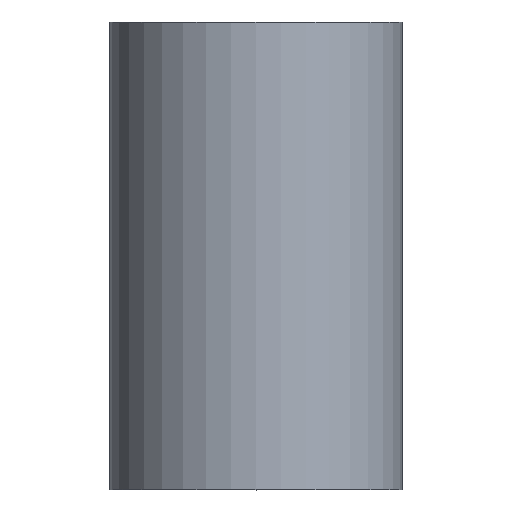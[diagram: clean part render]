
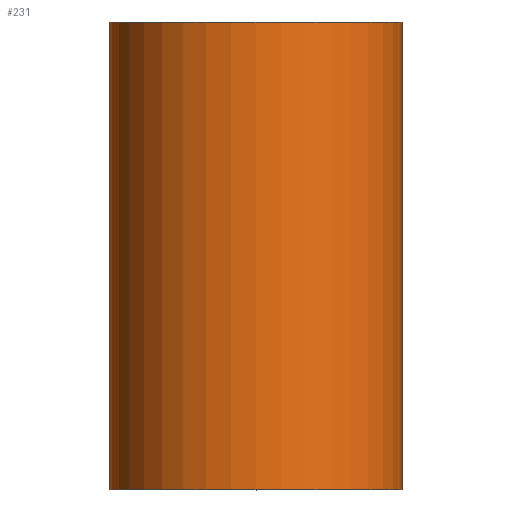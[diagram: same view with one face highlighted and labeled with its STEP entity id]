
A CAD part, top view. The second image highlights one B-rep face of the part: STEP entity #231.
In plain terms, the highlighted cylindrical face has radius 190.5 mm (diameter 381 mm), a partial arc.
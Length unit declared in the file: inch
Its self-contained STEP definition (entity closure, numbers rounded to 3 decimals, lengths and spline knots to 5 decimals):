
#119=CARTESIAN_POINT('',(0.,-12.,0.));
#120=DIRECTION('',(0.,1.,0.));
#121=DIRECTION('',(-1.,0.,0.));
#122=AXIS2_PLACEMENT_3D('',#119,#120,#121);
#134=DIRECTION('',(0.,1.,0.));
#135=VECTOR('',#134,24.);
#136=CARTESIAN_POINT('',(7.5,-12.,0.));
#137=LINE('',#136,#135);
#138=DIRECTION('',(0.,1.,0.));
#139=VECTOR('',#138,24.);
#140=CARTESIAN_POINT('',(-7.5,-12.,0.));
#141=LINE('',#140,#139);
#147=CARTESIAN_POINT('',(0.,12.,0.));
#148=DIRECTION('',(0.,1.,0.));
#149=DIRECTION('',(-1.,0.,0.));
#150=AXIS2_PLACEMENT_3D('',#147,#148,#149);
#170=CARTESIAN_POINT('',(7.5,-12.,0.));
#171=CARTESIAN_POINT('',(-7.5,-12.,0.));
#172=VERTEX_POINT('',#170);
#173=VERTEX_POINT('',#171);
#178=CARTESIAN_POINT('',(7.5,12.,0.));
#179=CARTESIAN_POINT('',(-7.5,12.,0.));
#180=VERTEX_POINT('',#178);
#181=VERTEX_POINT('',#179);
#219=CARTESIAN_POINT('',(0.,-12.,0.));
#220=DIRECTION('',(0.,1.,0.));
#221=DIRECTION('',(1.,0.,0.));
#222=AXIS2_PLACEMENT_3D('',#219,#220,#221);
#223=CYLINDRICAL_SURFACE('',#222,7.5);
#224=ORIENTED_EDGE('',*,*,#193,.F.);
#225=ORIENTED_EDGE('',*,*,#214,.T.);
#227=ORIENTED_EDGE('',*,*,#226,.T.);
#228=ORIENTED_EDGE('',*,*,#210,.F.);
#229=EDGE_LOOP('',(#224,#225,#227,#228));
#230=FACE_OUTER_BOUND('',#229,.F.);
#123=CIRCLE('',#122,7.5);
#151=CIRCLE('',#150,7.5);
#193=EDGE_CURVE('',#173,#172,#123,.T.);
#210=EDGE_CURVE('',#172,#180,#137,.T.);
#214=EDGE_CURVE('',#173,#181,#141,.T.);
#226=EDGE_CURVE('',#181,#180,#151,.T.);
#231=ADVANCED_FACE('',(#230),#223,.T.);
